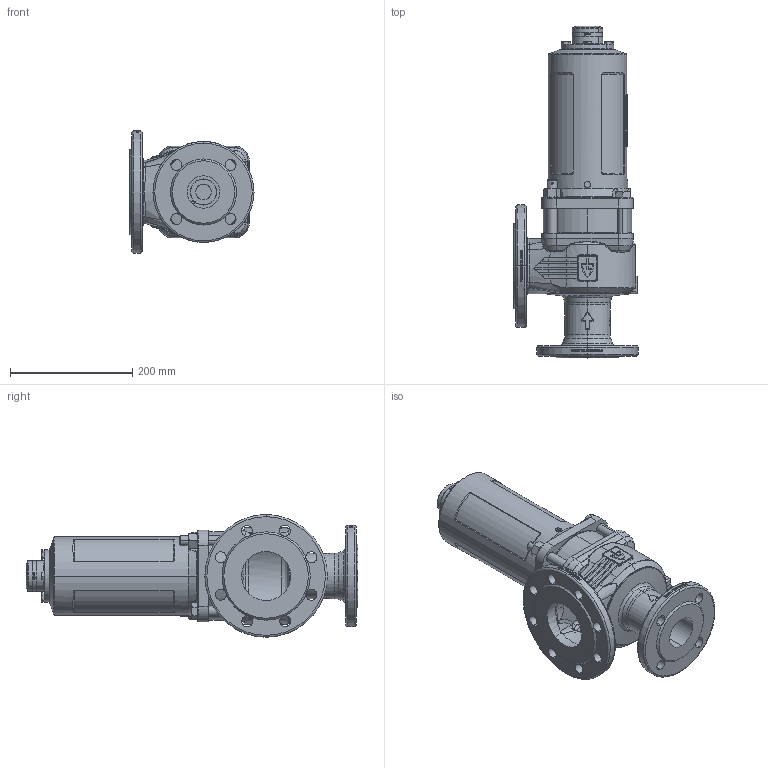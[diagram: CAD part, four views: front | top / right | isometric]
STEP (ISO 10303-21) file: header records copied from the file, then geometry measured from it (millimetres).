
FILE_DESCRIPTION (( 'STEP AP214' ), '1' );
FILE_NAME ('455BGFO_50_FLFL_5080_MD.STEP', '2020-08-28T06:35:34', ( '' ), ( '' ), 'SwSTEP 2.0', 'SolidWorks 2020', '' );
FILE_SCHEMA (( 'AUTOMOTIVE_DESIGN' ));
Length unit declared in the file: millimetre
Products named in the file (1): 455BGFO_50_FLFL_5080_MD
Bounding box: 202.5 x 542 x 200 mm (x, y, z)
Volume: 2754098.9 mm3; surface area: 664344.7 mm2
Topology: 16 solids, 16 shells, 2592 faces, 6611 edges, 4189 vertices
Faces by surface type: plane 984, bspline 816, cylinder 454, cone 215, torus 117, sphere 6
Entity records: 186211 total; most frequent: CARTESIAN_POINT 101435, ORIENTED_EDGE 13118, DIRECTION 9411, EDGE_CURVE 6559, VERTEX_POINT 4189, AXIS2_PLACEMENT_3D 3713, EDGE_LOOP 2854, UNCERTAINTY_MEASURE_WITH_UNIT 2603
